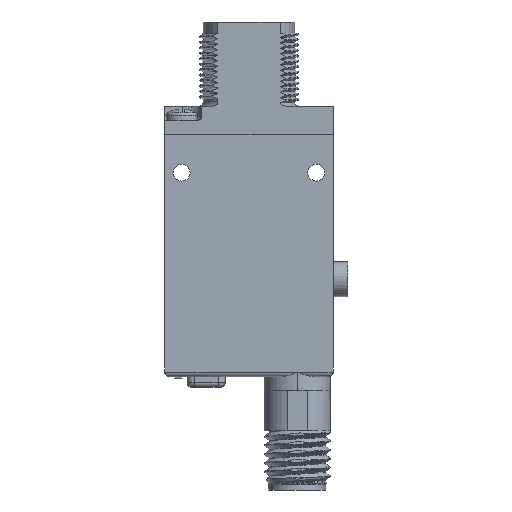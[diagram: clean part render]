
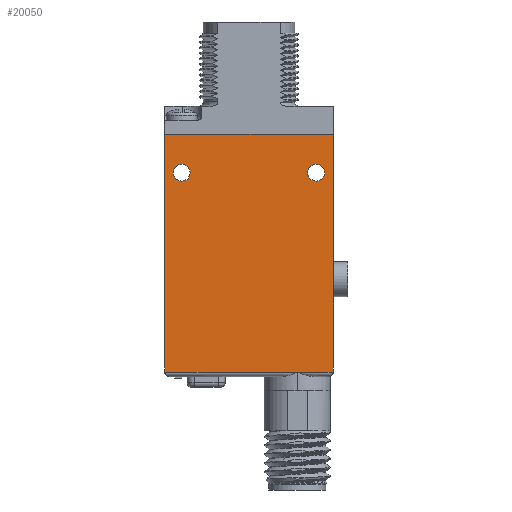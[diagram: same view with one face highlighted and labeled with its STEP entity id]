
A CAD part, left-side view. The second image highlights one B-rep face of the part: STEP entity #20050.
In plain terms, the highlighted planar face has unit normal (-1, 0, 0).
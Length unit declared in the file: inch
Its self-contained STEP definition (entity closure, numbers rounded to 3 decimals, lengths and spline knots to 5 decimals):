
#3209=DIRECTION('',(0.,1.,0.));
#3210=VECTOR('',#3209,0.255);
#3211=CARTESIAN_POINT('',(-0.236,0.005,-1.7));
#3212=LINE('',#3211,#3210);
#3236=DIRECTION('',(0.,1.,0.));
#3237=VECTOR('',#3236,0.005);
#3238=CARTESIAN_POINT('',(-0.236,0.,-1.66));
#3239=LINE('',#3238,#3237);
#3240=DIRECTION('',(0.,0.,1.));
#3241=VECTOR('',#3240,0.04);
#3242=CARTESIAN_POINT('',(-0.236,1.205,-1.7));
#3243=LINE('',#3242,#3241);
#3244=DIRECTION('',(0.,1.,0.));
#3245=VECTOR('',#3244,0.005);
#3246=CARTESIAN_POINT('',(-0.236,1.205,-1.66));
#3247=LINE('',#3246,#3245);
#3248=DIRECTION('',(0.,0.,1.));
#3249=VECTOR('',#3248,1.66);
#3250=CARTESIAN_POINT('',(-0.236,1.21,-1.66));
#3251=LINE('',#3250,#3249);
#3252=DIRECTION('',(0.,-1.,0.));
#3253=VECTOR('',#3252,0.003);
#3254=CARTESIAN_POINT('',(-0.236,1.21,0.));
#3255=LINE('',#3254,#3253);
#3256=DIRECTION('',(0.,-1.,0.));
#3257=VECTOR('',#3256,1.204);
#3258=CARTESIAN_POINT('',(-0.236,1.207,0.));
#3259=LINE('',#3258,#3257);
#3260=DIRECTION('',(0.,-1.,0.));
#3261=VECTOR('',#3260,0.003);
#3262=CARTESIAN_POINT('',(-0.236,0.003,0.));
#3263=LINE('',#3262,#3261);
#3264=DIRECTION('',(0.,0.,-1.));
#3265=VECTOR('',#3264,1.66);
#3266=CARTESIAN_POINT('',(-0.236,0.,0.));
#3267=LINE('',#3266,#3265);
#3268=CARTESIAN_POINT('',(-0.236,1.085,-0.275));
#3269=DIRECTION('',(1.,0.,0.));
#3270=DIRECTION('',(0.,0.,-1.));
#3271=AXIS2_PLACEMENT_3D('',#3268,#3269,#3270);
#3273=CARTESIAN_POINT('',(-0.236,1.085,-0.275));
#3274=DIRECTION('',(1.,0.,0.));
#3275=DIRECTION('',(0.,0.,1.));
#3276=AXIS2_PLACEMENT_3D('',#3273,#3274,#3275);
#3278=CARTESIAN_POINT('',(-0.236,0.125,-0.275));
#3279=DIRECTION('',(1.,0.,0.));
#3280=DIRECTION('',(0.,0.,-1.));
#3281=AXIS2_PLACEMENT_3D('',#3278,#3279,#3280);
#3283=CARTESIAN_POINT('',(-0.236,0.125,-0.275));
#3284=DIRECTION('',(1.,0.,0.));
#3285=DIRECTION('',(0.,0.,1.));
#3286=AXIS2_PLACEMENT_3D('',#3283,#3284,#3285);
#3296=DIRECTION('',(0.,0.,1.));
#3297=VECTOR('',#3296,0.04);
#3298=CARTESIAN_POINT('',(-0.236,0.005,-1.7));
#3299=LINE('',#3298,#3297);
#3790=CARTESIAN_POINT('',(-0.236,0.26,-1.7));
#3827=DIRECTION('',(0.,1.,0.));
#3828=VECTOR('',#3827,0.945);
#3829=CARTESIAN_POINT('',(-0.236,0.26,-1.7));
#3830=LINE('',#3829,#3828);
#15216=CARTESIAN_POINT('',(-0.236,0.,0.));
#15217=CARTESIAN_POINT('',(-0.236,0.,-1.66));
#15218=VERTEX_POINT('',#15216);
#15219=VERTEX_POINT('',#15217);
#15220=CARTESIAN_POINT('',(-0.236,1.21,-1.66));
#15221=CARTESIAN_POINT('',(-0.236,1.21,0.));
#15222=VERTEX_POINT('',#15220);
#15223=VERTEX_POINT('',#15221);
#15240=CARTESIAN_POINT('',(-0.236,1.085,-0.335));
#15241=CARTESIAN_POINT('',(-0.236,1.085,-0.215));
#15242=VERTEX_POINT('',#15240);
#15243=VERTEX_POINT('',#15241);
#15244=CARTESIAN_POINT('',(-0.236,0.125,-0.335));
#15245=CARTESIAN_POINT('',(-0.236,0.125,-0.215));
#15246=VERTEX_POINT('',#15244);
#15247=VERTEX_POINT('',#15245);
#15914=CARTESIAN_POINT('',(-0.236,1.207,0.));
#15915=CARTESIAN_POINT('',(-0.236,0.003,0.));
#15916=VERTEX_POINT('',#15914);
#15917=VERTEX_POINT('',#15915);
#16474=CARTESIAN_POINT('',(-0.236,1.205,-1.7));
#16476=VERTEX_POINT('',#16474);
#16479=CARTESIAN_POINT('',(-0.236,0.005,-1.7));
#16481=VERTEX_POINT('',#16479);
#16496=VERTEX_POINT('',#3790);
#16800=CARTESIAN_POINT('',(-0.236,0.005,-1.66));
#16802=VERTEX_POINT('',#16800);
#16804=CARTESIAN_POINT('',(-0.236,1.205,-1.66));
#16806=VERTEX_POINT('',#16804);
#20010=CARTESIAN_POINT('',(-0.236,0.,0.));
#20011=DIRECTION('',(1.,0.,0.));
#20012=DIRECTION('',(0.,0.,-1.));
#20013=AXIS2_PLACEMENT_3D('',#20010,#20011,#20012);
#20014=PLANE('',#20013);
#20016=ORIENTED_EDGE('',*,*,#20015,.T.);
#20018=ORIENTED_EDGE('',*,*,#20017,.F.);
#20019=ORIENTED_EDGE('',*,*,#20001,.T.);
#20021=ORIENTED_EDGE('',*,*,#20020,.T.);
#20023=ORIENTED_EDGE('',*,*,#20022,.T.);
#20025=ORIENTED_EDGE('',*,*,#20024,.T.);
#20027=ORIENTED_EDGE('',*,*,#20026,.T.);
#20029=ORIENTED_EDGE('',*,*,#20028,.T.);
#20031=ORIENTED_EDGE('',*,*,#20030,.T.);
#20033=ORIENTED_EDGE('',*,*,#20032,.T.);
#20035=ORIENTED_EDGE('',*,*,#20034,.T.);
#20036=EDGE_LOOP('',(#20016,#20018,#20019,#20021,#20023,#20025,#20027,#20029,
#20031,#20033,#20035));
#20037=FACE_OUTER_BOUND('',#20036,.F.);
#20039=ORIENTED_EDGE('',*,*,#20038,.F.);
#20041=ORIENTED_EDGE('',*,*,#20040,.F.);
#20042=EDGE_LOOP('',(#20039,#20041));
#20043=FACE_BOUND('',#20042,.F.);
#20045=ORIENTED_EDGE('',*,*,#20044,.F.);
#20047=ORIENTED_EDGE('',*,*,#20046,.F.);
#20048=EDGE_LOOP('',(#20045,#20047));
#20049=FACE_BOUND('',#20048,.F.);
#20050=ADVANCED_FACE('',(#20037,#20043,#20049),#20014,.F.);
#3272=CIRCLE('',#3271,0.06);
#3277=CIRCLE('',#3276,0.06);
#3282=CIRCLE('',#3281,0.06);
#3287=CIRCLE('',#3286,0.06);
#20001=EDGE_CURVE('',#16481,#16496,#3212,.T.);
#20015=EDGE_CURVE('',#15219,#16802,#3239,.T.);
#20017=EDGE_CURVE('',#16481,#16802,#3299,.T.);
#20020=EDGE_CURVE('',#16496,#16476,#3830,.T.);
#20022=EDGE_CURVE('',#16476,#16806,#3243,.T.);
#20024=EDGE_CURVE('',#16806,#15222,#3247,.T.);
#20026=EDGE_CURVE('',#15222,#15223,#3251,.T.);
#20028=EDGE_CURVE('',#15223,#15916,#3255,.T.);
#20030=EDGE_CURVE('',#15916,#15917,#3259,.T.);
#20032=EDGE_CURVE('',#15917,#15218,#3263,.T.);
#20034=EDGE_CURVE('',#15218,#15219,#3267,.T.);
#20038=EDGE_CURVE('',#15242,#15243,#3272,.T.);
#20040=EDGE_CURVE('',#15243,#15242,#3277,.T.);
#20044=EDGE_CURVE('',#15246,#15247,#3282,.T.);
#20046=EDGE_CURVE('',#15247,#15246,#3287,.T.);
